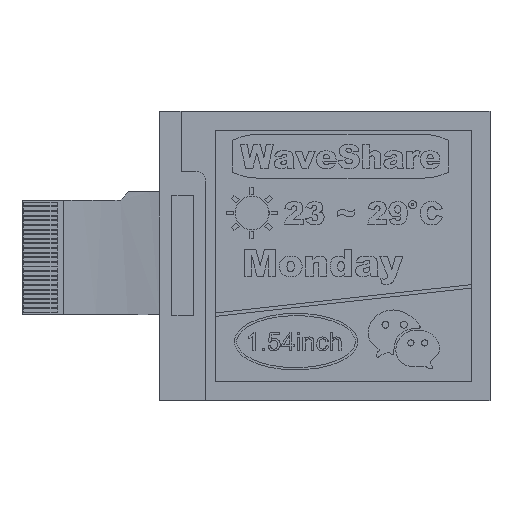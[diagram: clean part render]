
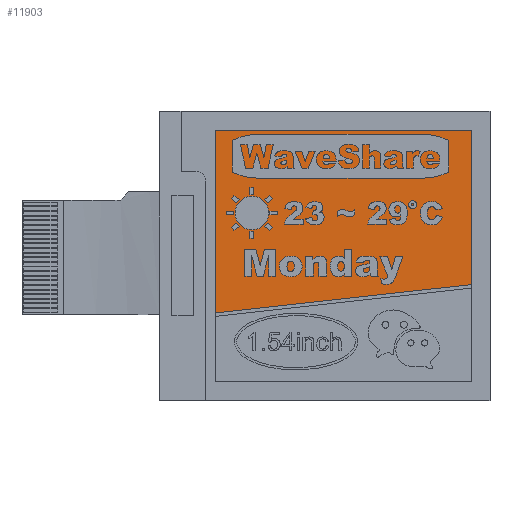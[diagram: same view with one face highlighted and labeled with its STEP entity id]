
A CAD part, top view. The second image highlights one B-rep face of the part: STEP entity #11903.
In plain terms, the highlighted planar face has unit normal (0, 0, 1).
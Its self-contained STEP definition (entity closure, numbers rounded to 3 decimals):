
#447=LINE('',#22568,#1701);
#448=LINE('',#22571,#1702);
#449=LINE('',#22573,#1703);
#450=LINE('',#22575,#1704);
#1701=VECTOR('',#17062,1000.);
#1702=VECTOR('',#17063,1000.);
#1703=VECTOR('',#17064,1000.);
#1704=VECTOR('',#17065,1000.);
#2713=PLANE('',#15816);
#4704=ORIENTED_EDGE('',*,*,#7611,.F.);
#4705=ORIENTED_EDGE('',*,*,#7612,.F.);
#4706=ORIENTED_EDGE('',*,*,#7613,.F.);
#4707=ORIENTED_EDGE('',*,*,#7614,.F.);
#7611=EDGE_CURVE('',#9152,#9153,#447,.T.);
#7612=EDGE_CURVE('',#9154,#9152,#448,.T.);
#7613=EDGE_CURVE('',#9155,#9154,#449,.T.);
#7614=EDGE_CURVE('',#9153,#9155,#450,.T.);
#9152=VERTEX_POINT('',#22569);
#9153=VERTEX_POINT('',#22570);
#9154=VERTEX_POINT('',#22572);
#9155=VERTEX_POINT('',#22574);
#10232=EDGE_LOOP('',(#4704,#4705,#4706,#4707));
#11076=FACE_BOUND('',#10232,.T.);
#11903=ADVANCED_FACE('',(#11076),#2713,.F.);
#15816=AXIS2_PLACEMENT_3D('',#22567,#17060,#17061);
#17060=DIRECTION('',(0.,0.,-1.));
#17061=DIRECTION('',(-1.,0.,0.));
#17062=DIRECTION('',(-0.994,-0.11,0.));
#17063=DIRECTION('',(0.,-1.,0.));
#17064=DIRECTION('',(1.,0.,0.));
#17065=DIRECTION('',(0.,1.,0.));
#22567=CARTESIAN_POINT('',(0.,0.,1.013));
#22568=CARTESIAN_POINT('',(0.538,-4.867,1.013));
#22569=CARTESIAN_POINT('',(16.154,-3.141,1.013));
#22570=CARTESIAN_POINT('',(-12.014,-6.255,1.013));
#22571=CARTESIAN_POINT('',(16.154,13.805,1.013));
#22572=CARTESIAN_POINT('',(16.154,13.805,1.013));
#22573=CARTESIAN_POINT('',(-12.014,13.805,1.013));
#22574=CARTESIAN_POINT('',(-12.014,13.805,1.013));
#22575=CARTESIAN_POINT('',(-12.014,-13.805,1.013));
